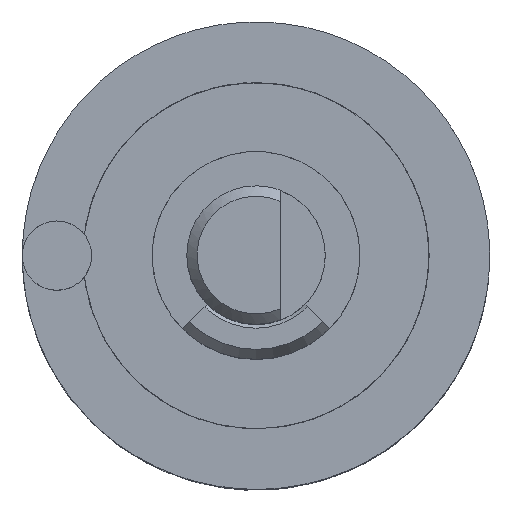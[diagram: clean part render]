
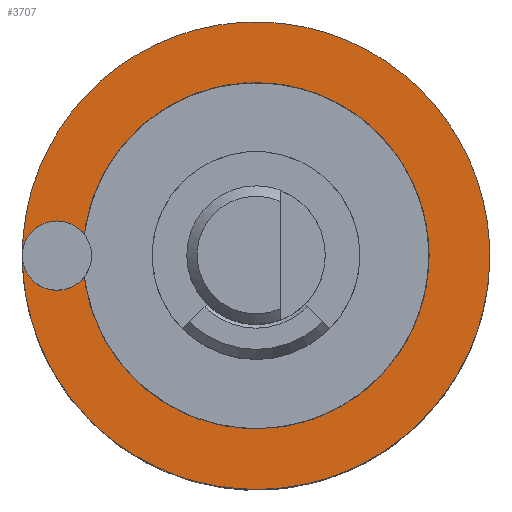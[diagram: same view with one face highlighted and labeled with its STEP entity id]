
A CAD part, top view. The second image highlights one B-rep face of the part: STEP entity #3707.
In plain terms, the highlighted face is planar.
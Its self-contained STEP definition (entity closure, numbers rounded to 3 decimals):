
#114 = CARTESIAN_POINT ( 'NONE',  ( 6.75, 0., 3.267 ) ) ;
#450 = EDGE_CURVE ( 'NONE', #3769, #3769, #9984, .T. ) ;
#1545 = CARTESIAN_POINT ( 'NONE',  ( 4.962, 0.616, 3.267 ) ) ;
#1955 = DIRECTION ( 'NONE',  ( 0., 0., -1. ) ) ;
#2553 = CARTESIAN_POINT ( 'NONE',  ( 4.962, -0.616, 3.267 ) ) ;
#2866 = ORIENTED_EDGE ( 'NONE', *, *, #11401, .T. ) ;
#3036 = DIRECTION ( 'NONE',  ( 1., 0., 0. ) ) ;
#3112 = CARTESIAN_POINT ( 'NONE',  ( 5.75, 0., 3.267 ) ) ;
#3239 = AXIS2_PLACEMENT_3D ( 'NONE', #10884, #5010, #11883 ) ;
#3370 = CARTESIAN_POINT ( 'NONE',  ( 0., 0., 3.267 ) ) ;
#3574 = AXIS2_PLACEMENT_3D ( 'NONE', #3370, #9504, #3036 ) ;
#3635 = AXIS2_PLACEMENT_3D ( 'NONE', #3112, #1955, #8846 ) ;
#3707 = ADVANCED_FACE ( 'NONE', ( #6079 ), #8055, .T. ) ;
#3769 = VERTEX_POINT ( 'NONE', #114 ) ;
#4158 = VERTEX_POINT ( 'NONE', #1545 ) ;
#4302 = EDGE_LOOP ( 'NONE', ( #12728, #2866, #8459, #9890 ) ) ;
#4456 = CIRCLE ( 'NONE', #8763, 1. ) ;
#4496 = CARTESIAN_POINT ( 'NONE',  ( 5.75, 0., 3.267 ) ) ;
#4592 = EDGE_CURVE ( 'NONE', #4158, #3769, #4739, .T. ) ;
#4739 = CIRCLE ( 'NONE', #3635, 1. ) ;
#5010 = DIRECTION ( 'NONE',  ( 0., 0., 1. ) ) ;
#6079 = FACE_OUTER_BOUND ( 'NONE', #4302, .T. ) ;
#6183 = DIRECTION ( 'NONE',  ( 0., 0., -1. ) ) ;
#7172 = DIRECTION ( 'NONE',  ( -1., 0., 0. ) ) ;
#7751 = VERTEX_POINT ( 'NONE', #2553 ) ;
#8055 = PLANE ( 'NONE',  #10929 ) ;
#8231 = CIRCLE ( 'NONE', #3239, 5. ) ;
#8459 = ORIENTED_EDGE ( 'NONE', *, *, #11985, .F. ) ;
#8763 = AXIS2_PLACEMENT_3D ( 'NONE', #4496, #10433, #11361 ) ;
#8846 = DIRECTION ( 'NONE',  ( -1., 0., 0. ) ) ;
#9504 = DIRECTION ( 'NONE',  ( 0., 0., 1. ) ) ;
#9890 = ORIENTED_EDGE ( 'NONE', *, *, #450, .F. ) ;
#9984 = CIRCLE ( 'NONE', #3574, 6.75 ) ;
#10025 = CARTESIAN_POINT ( 'NONE',  ( 6.75, 0., 3.267 ) ) ;
#10433 = DIRECTION ( 'NONE',  ( 0., 0., -1. ) ) ;
#10884 = CARTESIAN_POINT ( 'NONE',  ( 0., 0., 3.267 ) ) ;
#10929 = AXIS2_PLACEMENT_3D ( 'NONE', #10025, #6183, #7172 ) ;
#11361 = DIRECTION ( 'NONE',  ( -1., 0., 0. ) ) ;
#11401 = EDGE_CURVE ( 'NONE', #4158, #7751, #8231, .T. ) ;
#11883 = DIRECTION ( 'NONE',  ( 0., 1., 0. ) ) ;
#11985 = EDGE_CURVE ( 'NONE', #3769, #7751, #4456, .T. ) ;
#12728 = ORIENTED_EDGE ( 'NONE', *, *, #4592, .F. ) ;
